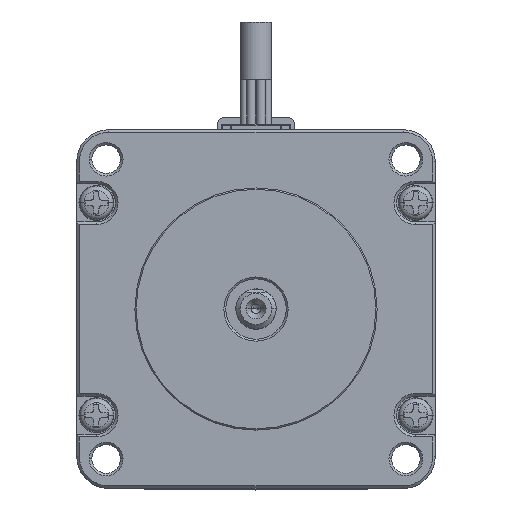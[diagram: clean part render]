
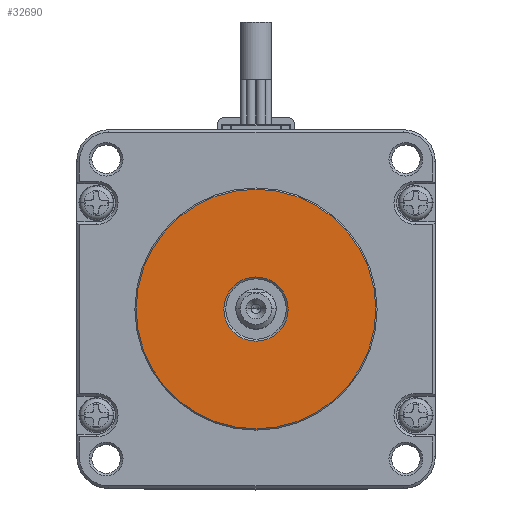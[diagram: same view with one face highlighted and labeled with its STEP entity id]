
A CAD part, top view. The second image highlights one B-rep face of the part: STEP entity #32690.
In plain terms, the highlighted planar face has unit normal (0, 0, 1).
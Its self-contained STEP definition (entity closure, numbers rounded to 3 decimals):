
#32340=CARTESIAN_POINT('',(-19.076,-19.076,1.6));
#32350=DIRECTION('',(0.,0.,1.));
#32360=DIRECTION('',(1.,0.,-0.));
#32370=AXIS2_PLACEMENT_3D('',#32340,#32350,#32360);
#32380=PLANE('',#32370);
#32390=CARTESIAN_POINT('',(0.,0.,
1.6));
#32400=DIRECTION('',(-0.,-0.,1.));
#32410=DIRECTION('',(-1.,0.,-0.));
#32420=AXIS2_PLACEMENT_3D('',#32390,#32400,#32410);
#32430=CIRCLE('',#32420,18.85);
#32440=CARTESIAN_POINT('',(-18.85,0.,1.6));
#32450=VERTEX_POINT('',#32440);
#32460=CARTESIAN_POINT('',(18.85,0.,1.6));
#32470=VERTEX_POINT('',#32460);
#32480=EDGE_CURVE('',#32450,#32470,#32430,.T.);
#32490=ORIENTED_EDGE('',*,*,#32480,.T.);
#32500=EDGE_CURVE('',#32470,#32450,#32430,.T.);
#32510=ORIENTED_EDGE('',*,*,#32500,.T.);
#32520=EDGE_LOOP('',(#32510,#32490));
#32530=FACE_OUTER_BOUND('',#32520,.T.);
#32540=CARTESIAN_POINT('',(0.,0.,1.6)
);
#32550=DIRECTION('',(-0.,-0.,-1.));
#32560=DIRECTION('',(1.,0.,0.));
#32570=AXIS2_PLACEMENT_3D('',#32540,#32550,#32560);
#32580=CIRCLE('',#32570,5.05);
#32590=CARTESIAN_POINT('',(5.05,0.,
1.6));
#32600=VERTEX_POINT('',#32590);
#32610=CARTESIAN_POINT('',(-5.05,0.,1.6))
;
#32620=VERTEX_POINT('',#32610);
#32630=EDGE_CURVE('',#32600,#32620,#32580,.T.);
#32640=ORIENTED_EDGE('',*,*,#32630,.T.);
#32650=EDGE_CURVE('',#32620,#32600,#32580,.T.);
#32660=ORIENTED_EDGE('',*,*,#32650,.T.);
#32670=EDGE_LOOP('',(#32660,#32640));
#32680=FACE_BOUND('',#32670,.T.);
#32690=ADVANCED_FACE('',(#32530,#32680),#32380,.T.);
